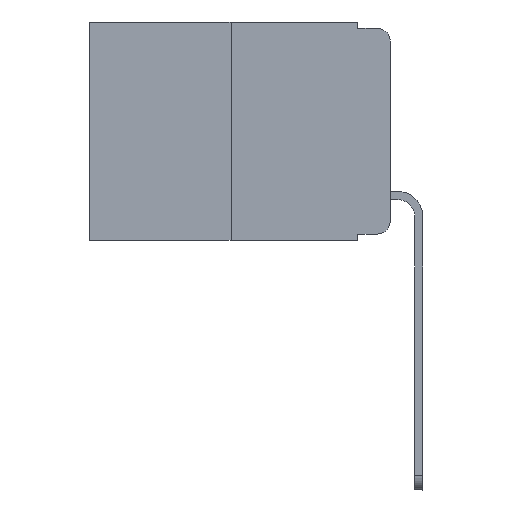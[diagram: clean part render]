
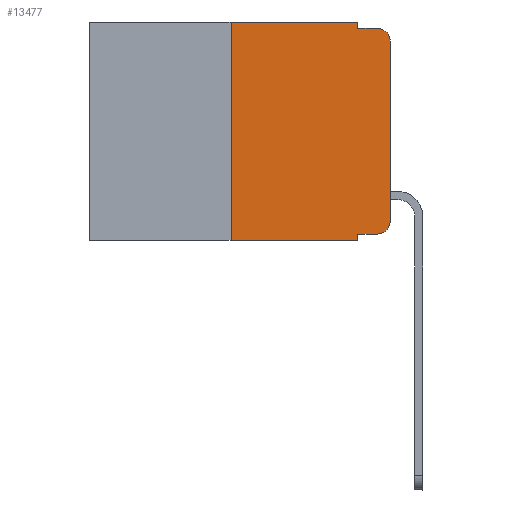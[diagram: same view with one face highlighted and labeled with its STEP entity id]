
A CAD part, left-side view. The second image highlights one B-rep face of the part: STEP entity #13477.
In plain terms, the highlighted planar face has unit normal (-1, 0, 0).
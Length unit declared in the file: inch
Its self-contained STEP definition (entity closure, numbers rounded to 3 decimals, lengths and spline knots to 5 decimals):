
#39 = VERTEX_POINT ( 'NONE', #14383 ) ;
#340 = VERTEX_POINT ( 'NONE', #15906 ) ;
#854 = DIRECTION ( 'NONE',  ( 0., 0., -1. ) ) ;
#1029 = CARTESIAN_POINT ( 'NONE',  ( 0., 0.02, -0.01 ) ) ;
#1055 = DIRECTION ( 'NONE',  ( 0., 0., -1. ) ) ;
#1259 = DIRECTION ( 'NONE',  ( 0., 0., -1. ) ) ;
#1323 = CARTESIAN_POINT ( 'NONE',  ( 0., 0., 0. ) ) ;
#1425 = CIRCLE ( 'NONE', #14598, 0.02 ) ;
#1475 = CARTESIAN_POINT ( 'NONE',  ( 0., 0.051, -0.333 ) ) ;
#1585 = VERTEX_POINT ( 'NONE', #1029 ) ;
#1738 = DIRECTION ( 'NONE',  ( -1., 0., 0. ) ) ;
#1884 = VERTEX_POINT ( 'NONE', #17819 ) ;
#2456 = VERTEX_POINT ( 'NONE', #18358 ) ;
#2760 = DIRECTION ( 'NONE',  ( 0., -1., 0. ) ) ;
#2862 = LINE ( 'NONE', #17471, #6660 ) ;
#3143 = VECTOR ( 'NONE', #9766, 39.37008 ) ;
#4102 = DIRECTION ( 'NONE',  ( -1., 0., 0. ) ) ;
#4193 = CARTESIAN_POINT ( 'NONE',  ( 0., 0.051, -0.01 ) ) ;
#4843 = ORIENTED_EDGE ( 'NONE', *, *, #13952, .F. ) ;
#4929 = DIRECTION ( 'NONE',  ( 0., -1., 0. ) ) ;
#4985 = VERTEX_POINT ( 'NONE', #15310 ) ;
#5016 = CARTESIAN_POINT ( 'NONE',  ( 0., 0.051, 0. ) ) ;
#5328 = FACE_OUTER_BOUND ( 'NONE', #13881, .T. ) ;
#5954 = VECTOR ( 'NONE', #2760, 39.37008 ) ;
#6045 = EDGE_CURVE ( 'NONE', #340, #2456, #15927, .T. ) ;
#6660 = VECTOR ( 'NONE', #14577, 39.37008 ) ;
#6766 = CARTESIAN_POINT ( 'NONE',  ( 0., 0.473, 0. ) ) ;
#6800 = LINE ( 'NONE', #15954, #11440 ) ;
#6978 = ORIENTED_EDGE ( 'NONE', *, *, #13421, .T. ) ;
#7022 = DIRECTION ( 'NONE',  ( 0., 0., 1. ) ) ;
#7988 = EDGE_CURVE ( 'NONE', #17235, #10609, #12314, .T. ) ;
#8553 = EDGE_CURVE ( 'NONE', #13400, #11524, #15407, .T. ) ;
#8658 = CARTESIAN_POINT ( 'NONE',  ( 0., 0.25, 0. ) ) ;
#8783 = VECTOR ( 'NONE', #7022, 39.37008 ) ;
#8798 = ORIENTED_EDGE ( 'NONE', *, *, #10742, .F. ) ;
#9172 = EDGE_CURVE ( 'NONE', #17235, #39, #6800, .T. ) ;
#9442 = ORIENTED_EDGE ( 'NONE', *, *, #15687, .T. ) ;
#9766 = DIRECTION ( 'NONE',  ( 0., 0., 1. ) ) ;
#9819 = CARTESIAN_POINT ( 'NONE',  ( 0., 0.051, -0.01 ) ) ;
#9828 = ORIENTED_EDGE ( 'NONE', *, *, #6045, .T. ) ;
#10609 = VERTEX_POINT ( 'NONE', #12555 ) ;
#10671 = CIRCLE ( 'NONE', #11902, 0.02 ) ;
#10742 = EDGE_CURVE ( 'NONE', #11524, #1585, #11494, .T. ) ;
#10826 = ORIENTED_EDGE ( 'NONE', *, *, #8553, .F. ) ;
#11440 = VECTOR ( 'NONE', #1259, 39.37008 ) ;
#11494 = LINE ( 'NONE', #4193, #5954 ) ;
#11524 = VERTEX_POINT ( 'NONE', #9819 ) ;
#11902 = AXIS2_PLACEMENT_3D ( 'NONE', #18436, #4102, #1055 ) ;
#12117 = CARTESIAN_POINT ( 'NONE',  ( 0., 0.051, -0.333 ) ) ;
#12314 = LINE ( 'NONE', #12117, #13592 ) ;
#12443 = DIRECTION ( 'NONE',  ( 1., 0., 0. ) ) ;
#12495 = DIRECTION ( 'NONE',  ( 0., 0., -1. ) ) ;
#12555 = CARTESIAN_POINT ( 'NONE',  ( 0., 0.02, -0.333 ) ) ;
#12627 = CARTESIAN_POINT ( 'NONE',  ( 0., 0.02, -0.03 ) ) ;
#12765 = CARTESIAN_POINT ( 'NONE',  ( 0., 0.473, -0.343 ) ) ;
#13297 = ORIENTED_EDGE ( 'NONE', *, *, #16813, .T. ) ;
#13400 = VERTEX_POINT ( 'NONE', #13424 ) ;
#13421 = EDGE_CURVE ( 'NONE', #2456, #1585, #1425, .T. ) ;
#13424 = CARTESIAN_POINT ( 'NONE',  ( 0., 0.051, 0. ) ) ;
#13431 = VECTOR ( 'NONE', #18832, 39.37008 ) ;
#13477 = ADVANCED_FACE ( 'NONE', ( #5328 ), #13990, .F. ) ;
#13592 = VECTOR ( 'NONE', #4929, 39.37008 ) ;
#13881 = EDGE_LOOP ( 'NONE', ( #9828, #6978, #8798, #10826, #16586, #4843, #9442, #16281, #15331, #13297 ) ) ;
#13952 = EDGE_CURVE ( 'NONE', #1884, #4985, #17325, .T. ) ;
#13990 = PLANE ( 'NONE',  #15234 ) ;
#14191 = VECTOR ( 'NONE', #12495, 39.37008 ) ;
#14383 = CARTESIAN_POINT ( 'NONE',  ( 0., 0.051, -0.343 ) ) ;
#14577 = DIRECTION ( 'NONE',  ( 0., -1., 0. ) ) ;
#14598 = AXIS2_PLACEMENT_3D ( 'NONE', #12627, #1738, #854 ) ;
#14915 = EDGE_CURVE ( 'NONE', #4985, #13400, #2862, .T. ) ;
#15234 = AXIS2_PLACEMENT_3D ( 'NONE', #6766, #12443, #16891 ) ;
#15310 = CARTESIAN_POINT ( 'NONE',  ( 0., 0.25, 0. ) ) ;
#15331 = ORIENTED_EDGE ( 'NONE', *, *, #7988, .T. ) ;
#15407 = LINE ( 'NONE', #5016, #14191 ) ;
#15687 = EDGE_CURVE ( 'NONE', #1884, #39, #17028, .T. ) ;
#15906 = CARTESIAN_POINT ( 'NONE',  ( 0., 0., -0.313 ) ) ;
#15927 = LINE ( 'NONE', #1323, #3143 ) ;
#15954 = CARTESIAN_POINT ( 'NONE',  ( 0., 0.051, 0. ) ) ;
#16281 = ORIENTED_EDGE ( 'NONE', *, *, #9172, .F. ) ;
#16586 = ORIENTED_EDGE ( 'NONE', *, *, #14915, .F. ) ;
#16813 = EDGE_CURVE ( 'NONE', #10609, #340, #10671, .T. ) ;
#16891 = DIRECTION ( 'NONE',  ( 0., 0., -1. ) ) ;
#17028 = LINE ( 'NONE', #12765, #13431 ) ;
#17235 = VERTEX_POINT ( 'NONE', #1475 ) ;
#17325 = LINE ( 'NONE', #8658, #8783 ) ;
#17471 = CARTESIAN_POINT ( 'NONE',  ( 0., 0.473, 0. ) ) ;
#17819 = CARTESIAN_POINT ( 'NONE',  ( 0., 0.25, -0.343 ) ) ;
#18358 = CARTESIAN_POINT ( 'NONE',  ( 0., 0., -0.03 ) ) ;
#18436 = CARTESIAN_POINT ( 'NONE',  ( 0., 0.02, -0.313 ) ) ;
#18832 = DIRECTION ( 'NONE',  ( 0., -1., 0. ) ) ;
